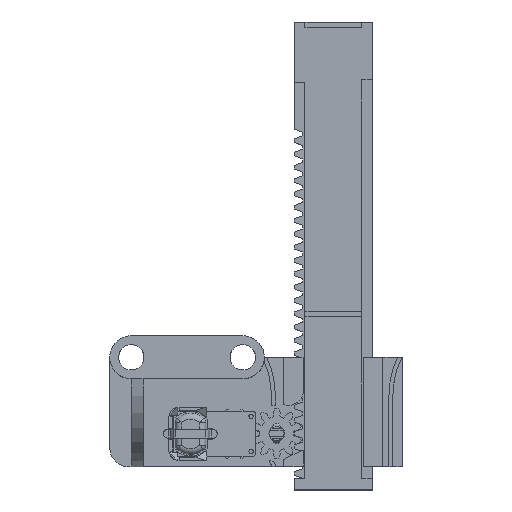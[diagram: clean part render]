
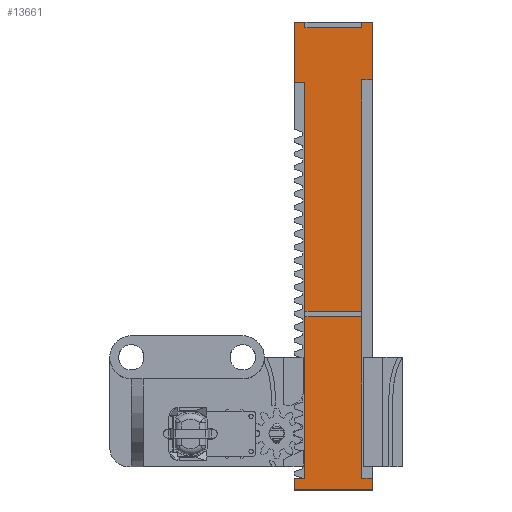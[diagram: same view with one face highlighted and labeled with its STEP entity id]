
A CAD part, top view. The second image highlights one B-rep face of the part: STEP entity #13661.
In plain terms, the highlighted planar face has unit normal (0, 0, 1).
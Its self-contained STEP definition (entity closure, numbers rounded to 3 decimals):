
#553=LINE('',#19568,#2388);
#555=LINE('',#19574,#2390);
#560=LINE('',#19583,#2395);
#562=LINE('',#19586,#2397);
#564=LINE('',#19591,#2399);
#569=LINE('',#19601,#2404);
#571=LINE('',#19607,#2406);
#576=LINE('',#19616,#2411);
#578=LINE('',#19621,#2413);
#581=LINE('',#19625,#2416);
#582=LINE('',#19628,#2417);
#587=LINE('',#19637,#2422);
#588=LINE('',#19639,#2423);
#589=LINE('',#19640,#2424);
#2388=VECTOR('',#15921,10.);
#2390=VECTOR('',#15925,10.);
#2395=VECTOR('',#15932,10.);
#2397=VECTOR('',#15936,10.);
#2399=VECTOR('',#15940,10.);
#2404=VECTOR('',#15947,10.);
#2406=VECTOR('',#15951,10.);
#2411=VECTOR('',#15958,10.);
#2413=VECTOR('',#15962,10.);
#2416=VECTOR('',#15967,10.);
#2417=VECTOR('',#15970,10.);
#2422=VECTOR('',#15977,10.);
#2423=VECTOR('',#15980,10.);
#2424=VECTOR('',#15981,10.);
#4059=PLANE('',#14543);
#4720=FACE_OUTER_BOUND('',#5431,.T.);
#5431=EDGE_LOOP('',(#10260,#10261,#10262,#10263,#10264,#10265,#10266,#10267,
#10268,#10269,#10270,#10271,#10272,#10273));
#6401=VERTEX_POINT('',#19562);
#6403=VERTEX_POINT('',#19566);
#6404=VERTEX_POINT('',#19570);
#6406=VERTEX_POINT('',#19573);
#6409=VERTEX_POINT('',#19581);
#6411=VERTEX_POINT('',#19589);
#6413=VERTEX_POINT('',#19595);
#6415=VERTEX_POINT('',#19599);
#6416=VERTEX_POINT('',#19603);
#6418=VERTEX_POINT('',#19606);
#6420=VERTEX_POINT('',#19612);
#6423=VERTEX_POINT('',#19619);
#6424=VERTEX_POINT('',#19627);
#6427=VERTEX_POINT('',#19635);
#7855=EDGE_CURVE('',#6403,#6401,#553,.T.);
#7857=EDGE_CURVE('',#6404,#6406,#555,.T.);
#7862=EDGE_CURVE('',#6403,#6409,#560,.T.);
#7864=EDGE_CURVE('',#6406,#6409,#562,.T.);
#7866=EDGE_CURVE('',#6411,#6404,#564,.T.);
#7871=EDGE_CURVE('',#6415,#6413,#569,.F.);
#7873=EDGE_CURVE('',#6416,#6418,#571,.T.);
#7878=EDGE_CURVE('',#6418,#6420,#576,.T.);
#7880=EDGE_CURVE('',#6415,#6423,#578,.T.);
#7883=EDGE_CURVE('',#6423,#6420,#581,.T.);
#7884=EDGE_CURVE('',#6424,#6413,#582,.T.);
#7889=EDGE_CURVE('',#6427,#6416,#587,.T.);
#7890=EDGE_CURVE('',#6411,#6424,#588,.T.);
#7891=EDGE_CURVE('',#6427,#6401,#589,.T.);
#10260=ORIENTED_EDGE('',*,*,#7890,.T.);
#10261=ORIENTED_EDGE('',*,*,#7884,.T.);
#10262=ORIENTED_EDGE('',*,*,#7871,.F.);
#10263=ORIENTED_EDGE('',*,*,#7880,.T.);
#10264=ORIENTED_EDGE('',*,*,#7883,.T.);
#10265=ORIENTED_EDGE('',*,*,#7878,.F.);
#10266=ORIENTED_EDGE('',*,*,#7873,.F.);
#10267=ORIENTED_EDGE('',*,*,#7889,.F.);
#10268=ORIENTED_EDGE('',*,*,#7891,.T.);
#10269=ORIENTED_EDGE('',*,*,#7855,.F.);
#10270=ORIENTED_EDGE('',*,*,#7862,.T.);
#10271=ORIENTED_EDGE('',*,*,#7864,.F.);
#10272=ORIENTED_EDGE('',*,*,#7857,.F.);
#10273=ORIENTED_EDGE('',*,*,#7866,.F.);
#13661=ADVANCED_FACE('',(#4720),#4059,.T.);
#14543=AXIS2_PLACEMENT_3D('',#19638,#15978,#15979);
#15921=DIRECTION('',(1.,0.,0.));
#15925=DIRECTION('',(0.,-1.,0.));
#15932=DIRECTION('',(0.,-1.,0.));
#15936=DIRECTION('',(-1.,0.,0.));
#15940=DIRECTION('',(1.,0.,0.));
#15947=DIRECTION('',(1.,0.,0.));
#15951=DIRECTION('',(-1.,0.,0.));
#15958=DIRECTION('',(0.,1.,0.));
#15962=DIRECTION('',(0.,1.,0.));
#15967=DIRECTION('',(-1.,0.,0.));
#15970=DIRECTION('',(0.,1.,0.));
#15977=DIRECTION('',(0.,1.,0.));
#15978=DIRECTION('center_axis',(0.,0.,1.));
#15979=DIRECTION('ref_axis',(1.,0.,0.));
#15980=DIRECTION('',(0.,1.,0.));
#15981=DIRECTION('',(0.,-1.,0.));
#19562=CARTESIAN_POINT('',(41.762,-82.182,16.));
#19566=CARTESIAN_POINT('',(36.247,-82.182,16.));
#19568=CARTESIAN_POINT('',(36.247,-82.182,16.));
#19570=CARTESIAN_POINT('',(76.247,-82.182,16.));
#19573=CARTESIAN_POINT('',(76.247,-88.182,16.));
#19574=CARTESIAN_POINT('',(76.247,-82.182,16.));
#19581=CARTESIAN_POINT('',(36.247,-88.182,16.));
#19583=CARTESIAN_POINT('',(36.247,-82.182,16.));
#19586=CARTESIAN_POINT('',(36.247,-88.182,16.));
#19589=CARTESIAN_POINT('',(70.731,-82.182,16.));
#19591=CARTESIAN_POINT('',(36.247,-82.182,16.));
#19595=CARTESIAN_POINT('',(70.71,121.483,16.));
#19599=CARTESIAN_POINT('',(76.247,121.483,16.));
#19601=CARTESIAN_POINT('',(56.247,121.483,16.));
#19603=CARTESIAN_POINT('',(41.784,119.983,16.));
#19606=CARTESIAN_POINT('',(36.247,119.983,16.));
#19607=CARTESIAN_POINT('',(41.784,119.983,16.));
#19612=CARTESIAN_POINT('',(36.247,150.983,16.));
#19616=CARTESIAN_POINT('',(36.247,119.983,16.));
#19619=CARTESIAN_POINT('',(76.247,150.983,16.));
#19621=CARTESIAN_POINT('',(76.247,119.983,16.));
#19625=CARTESIAN_POINT('',(46.247,150.983,16.));
#19627=CARTESIAN_POINT('',(70.71,97.145,16.));
#19628=CARTESIAN_POINT('',(70.71,97.145,16.));
#19635=CARTESIAN_POINT('',(41.784,97.145,16.));
#19637=CARTESIAN_POINT('',(41.784,97.145,16.));
#19638=CARTESIAN_POINT('Origin',(56.247,7.481,16.));
#19639=CARTESIAN_POINT('',(70.71,97.145,16.));
#19640=CARTESIAN_POINT('',(41.784,97.145,16.));
